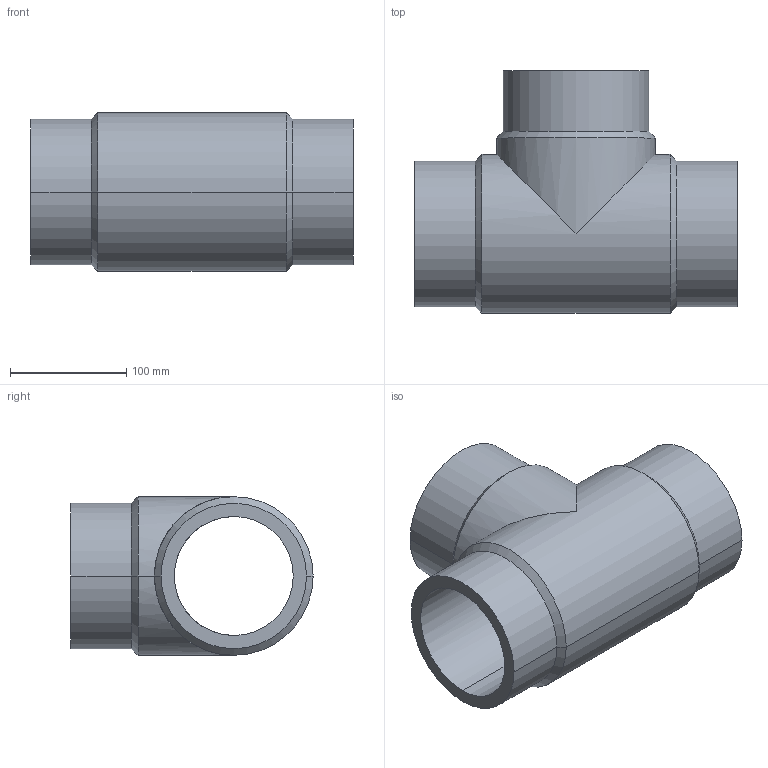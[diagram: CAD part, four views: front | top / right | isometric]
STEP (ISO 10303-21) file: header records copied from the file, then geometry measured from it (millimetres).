
FILE_DESCRIPTION( ( '' ), '1' );
FILE_NAME( 'AGRU_25006012511_PE_100_schwarz_T-Stück_125X11_4__SDR11__ISO_S-5_05.stp', '2018-01-02T14:19:34', ( '' ), ( '' ), ' ', ' ', ' ' );
FILE_SCHEMA( ( 'automotive_design' ) );
Length unit declared in the file: millimetre
Products named in the file (1): 1
Bounding box: 277 x 208.2 x 136.4 mm (x, y, z)
Volume: 1797031.9 mm3; surface area: 263697.5 mm2
Topology: 1 solids, 1 shells, 24 faces, 55 edges, 32 vertices
Faces by surface type: cylinder 15, cone 6, plane 3
Entity records: 1338 total; most frequent: DIRECTION 137, STYLED_ITEM 112, PRESENTATION_STYLE_ASSIGNMENT 112, CARTESIAN_POINT 112, COLOUR_RGB 112, ORIENTED_EDGE 110, AXIS2_PLACEMENT_3D 57, EDGE_CURVE 55
